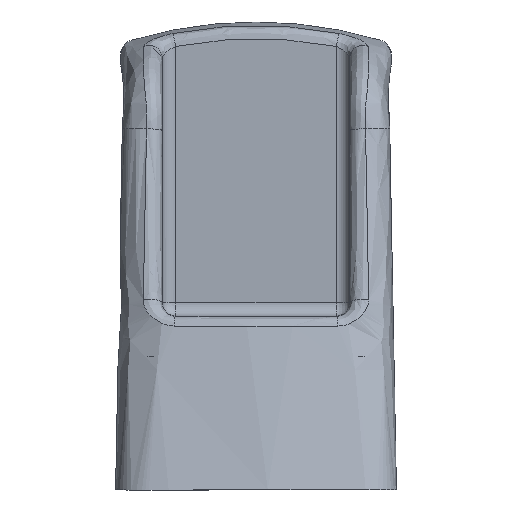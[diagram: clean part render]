
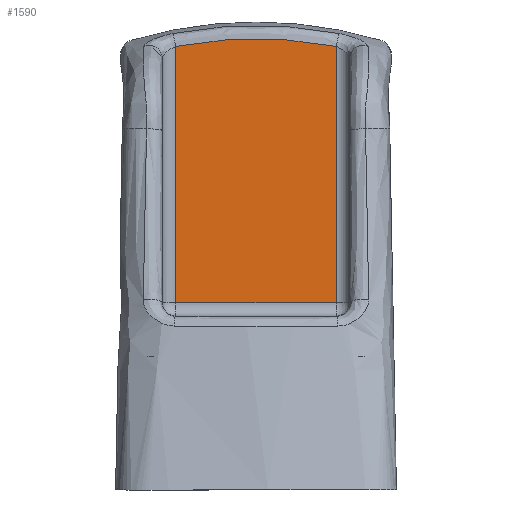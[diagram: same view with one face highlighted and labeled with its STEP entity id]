
A CAD part, left-side view. The second image highlights one B-rep face of the part: STEP entity #1590.
In plain terms, the highlighted planar face has unit normal (-1, 0, 0).
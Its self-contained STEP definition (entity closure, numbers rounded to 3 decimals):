
#27=PLANE($,#1696);
#103=LINE($,#2804,#211);
#106=LINE($,#2831,#214);
#108=LINE($,#2834,#216);
#211=VECTOR($,#1865,19.17);
#214=VECTOR($,#1876,12.);
#216=VECTOR($,#1880,19.17);
#329=B_SPLINE_CURVE_WITH_KNOTS($,3,(#2649,#2650,#2651,#2652,#2653),
 .UNSPECIFIED.,.F.,.F.,(4,1,4),(0.326,0.929,1.532),
 .UNSPECIFIED.);
#414=FACE_OUTER_BOUND($,#512,.T.);
#512=EDGE_LOOP($,(#1164,#1165,#1166,#1167));
#683=VERTEX_POINT($,#2248);
#693=VERTEX_POINT($,#2454);
#696=VERTEX_POINT($,#2468);
#702=VERTEX_POINT($,#2593);
#865=EDGE_CURVE($,#702,#693,#329,.T.);
#873=EDGE_CURVE($,#696,#702,#103,.T.);
#878=EDGE_CURVE($,#683,#696,#106,.T.);
#880=EDGE_CURVE($,#693,#683,#108,.T.);
#1164=ORIENTED_EDGE($,*,*,#865,.F.);
#1165=ORIENTED_EDGE($,*,*,#873,.F.);
#1166=ORIENTED_EDGE($,*,*,#878,.F.);
#1167=ORIENTED_EDGE($,*,*,#880,.F.);
#1590=ADVANCED_FACE($,(#414),#27,.T.);
#1696=AXIS2_PLACEMENT_3D($,#3449,#1887,#1888);
#1865=DIRECTION($,(0.,0.,1.));
#1876=DIRECTION($,(0.,1.,0.));
#1880=DIRECTION($,(0.,0.,-1.));
#1887=DIRECTION('center_axis',(-1.,0.,0.));
#1888=DIRECTION('ref_axis',(0.,-1.,0.));
#2248=CARTESIAN_POINT('',(-77.,-6.,14.));
#2454=CARTESIAN_POINT('',(-77.,-6.,33.17));
#2468=CARTESIAN_POINT('',(-77.,6.,14.));
#2593=CARTESIAN_POINT('',(-77.,6.,33.17));
#2649=CARTESIAN_POINT('Ctrl Pts',(-77.,6.,33.17));
#2650=CARTESIAN_POINT('Ctrl Pts',(-77.,4.027,33.558));
#2651=CARTESIAN_POINT('Ctrl Pts',(-77.,0.001,33.975));
#2652=CARTESIAN_POINT('Ctrl Pts',(-77.,-4.028,33.558));
#2653=CARTESIAN_POINT('Ctrl Pts',(-77.,-6.,33.17));
#2804=CARTESIAN_POINT($,(-77.,6.,13.));
#2831=CARTESIAN_POINT($,(-77.,-3.5,14.));
#2834=CARTESIAN_POINT($,(-77.,-6.,13.));
#3449=CARTESIAN_POINT('Origin',(-77.,-7.,13.));
